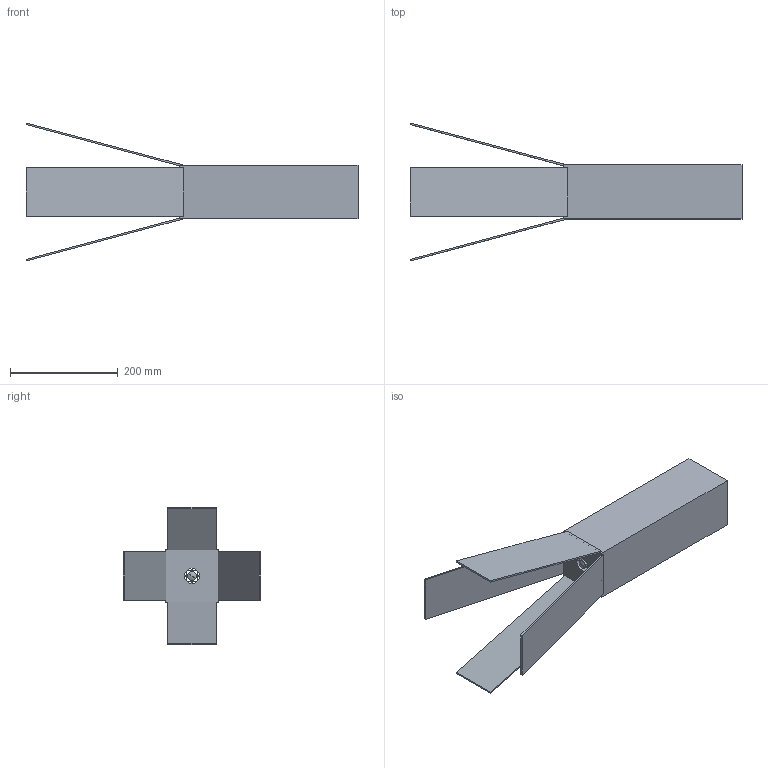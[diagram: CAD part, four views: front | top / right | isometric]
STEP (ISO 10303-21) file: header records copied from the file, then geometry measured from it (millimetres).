
FILE_DESCRIPTION(('CATIA V5 STEP Exchange'),'2;1');
FILE_NAME('CS_all.stp','2022-07-05T10:09:19+00:00',('none'),('none'),'CATIA Version 5 Release 21 SP 6 (IN-10)','CATIA V5 STEP AP203','none');
FILE_SCHEMA(('CONFIG_CONTROL_DESIGN'));
Length unit declared in the file: millimetre
Products named in the file (1): CS_all
Bounding box: 615.34 x 255.6 x 255.6 mm (x, y, z)
Volume: 2845574.7 mm3; surface area: 533227.9 mm2
Topology: 6 solids, 6 shells, 329 faces, 934 edges, 614 vertices
Faces by surface type: plane 291, bspline 24, cylinder 8, cone 2, torus 2, sphere 2
Entity records: 10682 total; most frequent: CARTESIAN_POINT 2982, ORIENTED_EDGE 1860, DIRECTION 1020, EDGE_CURVE 930, VECTOR 854, LINE 854, VERTEX_POINT 614, EDGE_LOOP 458
